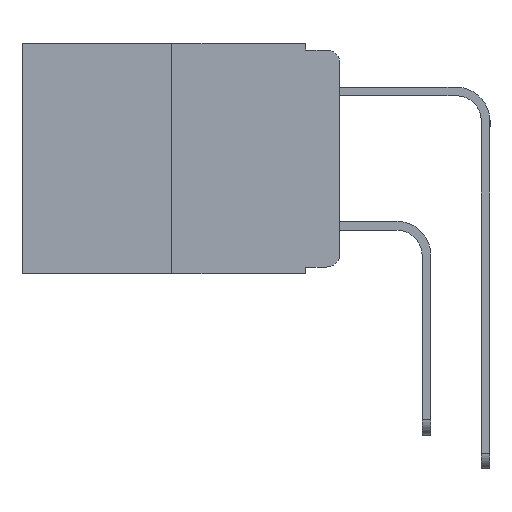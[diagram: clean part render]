
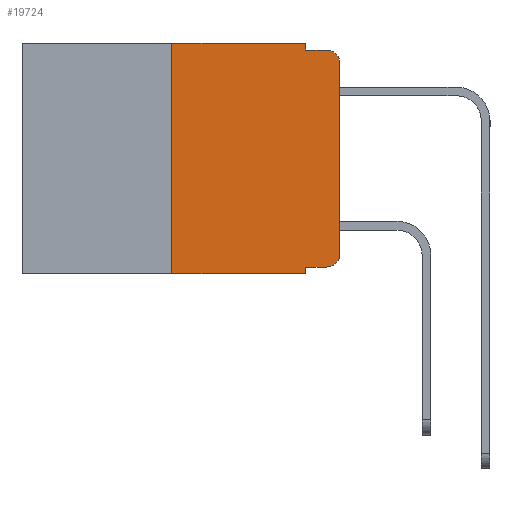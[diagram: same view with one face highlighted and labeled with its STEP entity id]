
A CAD part, left-side view. The second image highlights one B-rep face of the part: STEP entity #19724.
In plain terms, the highlighted planar face has unit normal (-1, 0, 0).
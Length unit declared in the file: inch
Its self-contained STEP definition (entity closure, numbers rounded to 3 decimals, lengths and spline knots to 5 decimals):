
#64 = PLANE ( 'NONE',  #4905 ) ;
#191 = VERTEX_POINT ( 'NONE', #8117 ) ;
#276 = LINE ( 'NONE', #6652, #18162 ) ;
#317 = CARTESIAN_POINT ( 'NONE',  ( 0., 0.25, -0.343 ) ) ;
#524 = ORIENTED_EDGE ( 'NONE', *, *, #9353, .F. ) ;
#641 = CIRCLE ( 'NONE', #17411, 0.02 ) ;
#765 = CARTESIAN_POINT ( 'NONE',  ( 0., 0.051, -0.01 ) ) ;
#1150 = EDGE_CURVE ( 'NONE', #10893, #6514, #20024, .T. ) ;
#1184 = VECTOR ( 'NONE', #15195, 39.37008 ) ;
#1515 = CARTESIAN_POINT ( 'NONE',  ( 0., 0.473, -0.343 ) ) ;
#1681 = DIRECTION ( 'NONE',  ( 0., -1., 0. ) ) ;
#1924 = VECTOR ( 'NONE', #6046, 39.37008 ) ;
#3187 = CARTESIAN_POINT ( 'NONE',  ( 0., 0.051, -0.333 ) ) ;
#3342 = EDGE_CURVE ( 'NONE', #5697, #16663, #14342, .T. ) ;
#3509 = DIRECTION ( 'NONE',  ( 0., 0., -1. ) ) ;
#3941 = DIRECTION ( 'NONE',  ( 0., 0., -1. ) ) ;
#4022 = CARTESIAN_POINT ( 'NONE',  ( 0., 0.02, -0.313 ) ) ;
#4056 = DIRECTION ( 'NONE',  ( -1., 0., 0. ) ) ;
#4176 = CARTESIAN_POINT ( 'NONE',  ( 0., 0.02, -0.03 ) ) ;
#4708 = CARTESIAN_POINT ( 'NONE',  ( 0., 0.051, -0.343 ) ) ;
#4905 = AXIS2_PLACEMENT_3D ( 'NONE', #12262, #13997, #3509 ) ;
#4960 = VECTOR ( 'NONE', #6792, 39.37008 ) ;
#5226 = CARTESIAN_POINT ( 'NONE',  ( 0., 0.051, 0. ) ) ;
#5387 = ORIENTED_EDGE ( 'NONE', *, *, #13369, .F. ) ;
#5611 = EDGE_CURVE ( 'NONE', #6514, #7163, #10423, .T. ) ;
#5634 = EDGE_CURVE ( 'NONE', #7163, #9234, #641, .T. ) ;
#5697 = VERTEX_POINT ( 'NONE', #317 ) ;
#5908 = ORIENTED_EDGE ( 'NONE', *, *, #3342, .T. ) ;
#6046 = DIRECTION ( 'NONE',  ( 0., -1., 0. ) ) ;
#6398 = DIRECTION ( 'NONE',  ( -1., 0., 0. ) ) ;
#6454 = VECTOR ( 'NONE', #15272, 39.37008 ) ;
#6514 = VERTEX_POINT ( 'NONE', #16134 ) ;
#6652 = CARTESIAN_POINT ( 'NONE',  ( 0., 0.473, 0. ) ) ;
#6737 = EDGE_CURVE ( 'NONE', #8955, #10893, #15856, .T. ) ;
#6792 = DIRECTION ( 'NONE',  ( 0., 0., -1. ) ) ;
#6981 = DIRECTION ( 'NONE',  ( 0., 0., -1. ) ) ;
#7163 = VERTEX_POINT ( 'NONE', #13226 ) ;
#7570 = VERTEX_POINT ( 'NONE', #7664 ) ;
#7664 = CARTESIAN_POINT ( 'NONE',  ( 0., 0.051, 0. ) ) ;
#8117 = CARTESIAN_POINT ( 'NONE',  ( 0., 0.25, 0. ) ) ;
#8255 = LINE ( 'NONE', #15653, #12988 ) ;
#8500 = DIRECTION ( 'NONE',  ( 0., -1., 0. ) ) ;
#8955 = VERTEX_POINT ( 'NONE', #17941 ) ;
#9234 = VERTEX_POINT ( 'NONE', #18744 ) ;
#9353 = EDGE_CURVE ( 'NONE', #21145, #9234, #8255, .T. ) ;
#9616 = LINE ( 'NONE', #15540, #4960 ) ;
#9671 = VECTOR ( 'NONE', #11954, 39.37008 ) ;
#9981 = EDGE_CURVE ( 'NONE', #8955, #16663, #9616, .T. ) ;
#10423 = LINE ( 'NONE', #14588, #1184 ) ;
#10686 = EDGE_LOOP ( 'NONE', ( #19199, #17889, #524, #16074, #16586, #5387, #5908, #13370, #13907, #20548 ) ) ;
#10893 = VERTEX_POINT ( 'NONE', #13105 ) ;
#11164 = LINE ( 'NONE', #18615, #6454 ) ;
#11560 = DIRECTION ( 'NONE',  ( 0., 0., -1. ) ) ;
#11954 = DIRECTION ( 'NONE',  ( 0., -1., 0. ) ) ;
#12262 = CARTESIAN_POINT ( 'NONE',  ( 0., 0.473, 0. ) ) ;
#12988 = VECTOR ( 'NONE', #1681, 39.37008 ) ;
#13105 = CARTESIAN_POINT ( 'NONE',  ( 0., 0.02, -0.333 ) ) ;
#13226 = CARTESIAN_POINT ( 'NONE',  ( 0., 0., -0.03 ) ) ;
#13369 = EDGE_CURVE ( 'NONE', #5697, #191, #11164, .T. ) ;
#13370 = ORIENTED_EDGE ( 'NONE', *, *, #9981, .F. ) ;
#13907 = ORIENTED_EDGE ( 'NONE', *, *, #6737, .T. ) ;
#13997 = DIRECTION ( 'NONE',  ( 1., 0., 0. ) ) ;
#14342 = LINE ( 'NONE', #1515, #9671 ) ;
#14588 = CARTESIAN_POINT ( 'NONE',  ( 0., 0., 0. ) ) ;
#15195 = DIRECTION ( 'NONE',  ( 0., 0., 1. ) ) ;
#15272 = DIRECTION ( 'NONE',  ( 0., 0., 1. ) ) ;
#15540 = CARTESIAN_POINT ( 'NONE',  ( 0., 0.051, 0. ) ) ;
#15653 = CARTESIAN_POINT ( 'NONE',  ( 0., 0.051, -0.01 ) ) ;
#15856 = LINE ( 'NONE', #3187, #1924 ) ;
#16074 = ORIENTED_EDGE ( 'NONE', *, *, #20342, .F. ) ;
#16134 = CARTESIAN_POINT ( 'NONE',  ( 0., 0., -0.313 ) ) ;
#16586 = ORIENTED_EDGE ( 'NONE', *, *, #20255, .F. ) ;
#16589 = VECTOR ( 'NONE', #6981, 39.37008 ) ;
#16631 = AXIS2_PLACEMENT_3D ( 'NONE', #4022, #4056, #3941 ) ;
#16663 = VERTEX_POINT ( 'NONE', #4708 ) ;
#17411 = AXIS2_PLACEMENT_3D ( 'NONE', #4176, #6398, #11560 ) ;
#17889 = ORIENTED_EDGE ( 'NONE', *, *, #5634, .T. ) ;
#17941 = CARTESIAN_POINT ( 'NONE',  ( 0., 0.051, -0.333 ) ) ;
#18162 = VECTOR ( 'NONE', #8500, 39.37008 ) ;
#18615 = CARTESIAN_POINT ( 'NONE',  ( 0., 0.25, 0. ) ) ;
#18744 = CARTESIAN_POINT ( 'NONE',  ( 0., 0.02, -0.01 ) ) ;
#19199 = ORIENTED_EDGE ( 'NONE', *, *, #5611, .T. ) ;
#19724 = ADVANCED_FACE ( 'NONE', ( #20820 ), #64, .F. ) ;
#20024 = CIRCLE ( 'NONE', #16631, 0.02 ) ;
#20255 = EDGE_CURVE ( 'NONE', #191, #7570, #276, .T. ) ;
#20342 = EDGE_CURVE ( 'NONE', #7570, #21145, #21047, .T. ) ;
#20548 = ORIENTED_EDGE ( 'NONE', *, *, #1150, .T. ) ;
#20820 = FACE_OUTER_BOUND ( 'NONE', #10686, .T. ) ;
#21047 = LINE ( 'NONE', #5226, #16589 ) ;
#21145 = VERTEX_POINT ( 'NONE', #765 ) ;
